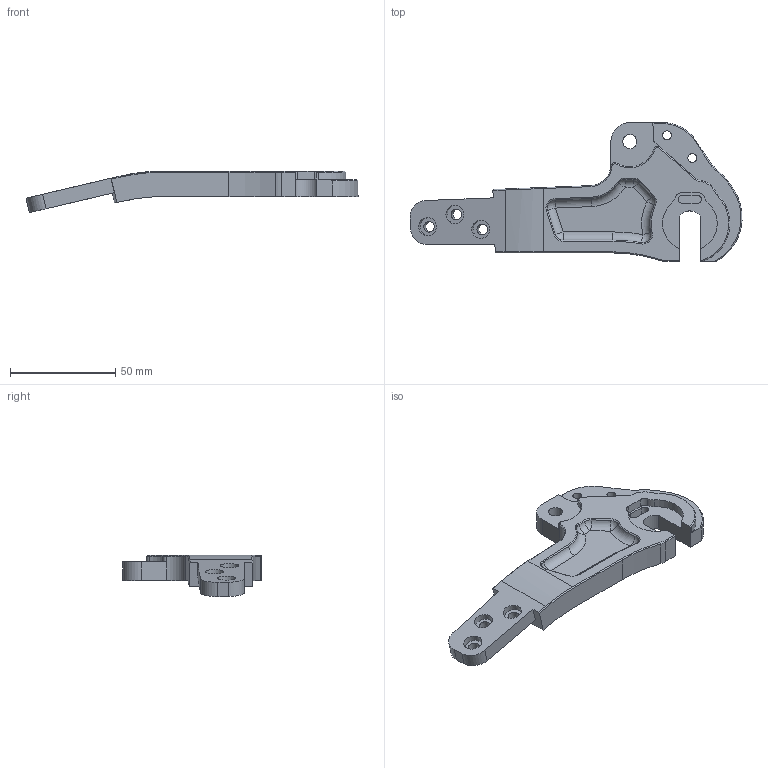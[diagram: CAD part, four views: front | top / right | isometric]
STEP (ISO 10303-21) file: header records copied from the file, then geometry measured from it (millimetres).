
FILE_DESCRIPTION(/* description */ (''),/* implementation_level */ '2;1');
FILE_NAME(/* name */ 'LEFT.step',/* time_stamp */ '2020-09-10T23:19:36+02:00',/* author */ (''),/* organization */ (''),/* preprocessor_version */ 'ST-DEVELOPER v18.1',/* originating_system */ 'Autodesk Translation Framework v9.3.0.1241',/* authorisation */ '');
FILE_SCHEMA (('AUTOMOTIVE_DESIGN { 1 0 10303 214 3 1 1 }'));
Length unit declared in the file: millimetre
Products named in the file (1): fourche speedway 5 epaul
Bounding box: 157.96 x 66 x 19.62 mm (x, y, z)
Volume: 53747.4 mm3; surface area: 17365.3 mm2
Topology: 1 solids, 1 shells, 127 faces, 316 edges, 196 vertices
Faces by surface type: plane 46, cylinder 42, cone 25, sphere 6, bspline 4, torus 4
Full cylindrical faces by diameter (mm): 4.2 x2, 5.1 x3, 6.75 x1, 8.7 x3
Entity records: 4025 total; most frequent: CARTESIAN_POINT 845, DIRECTION 677, ORIENTED_EDGE 632, EDGE_CURVE 316, AXIS2_PLACEMENT_3D 251, VERTEX_POINT 196, LINE 175, VECTOR 175
